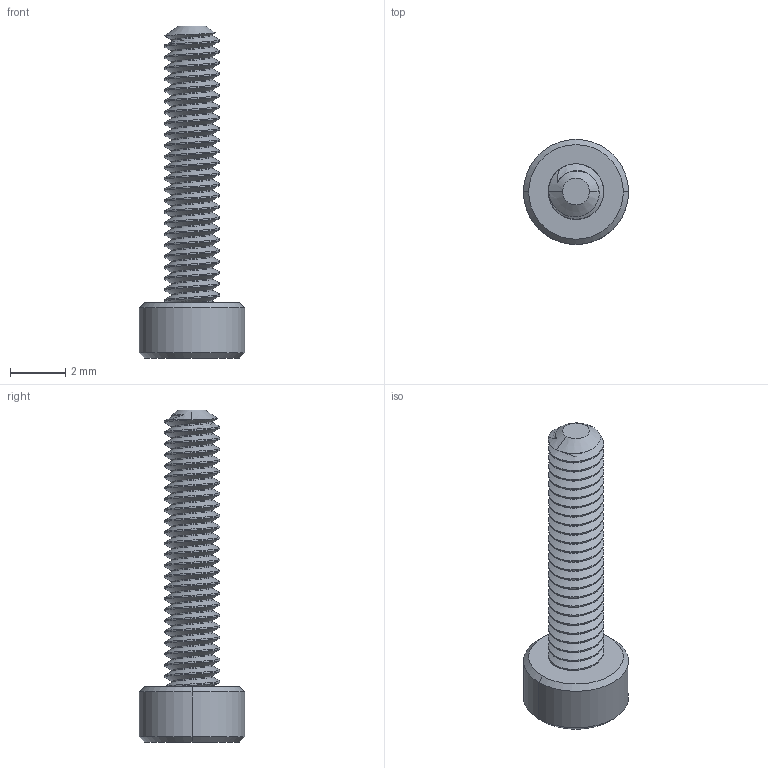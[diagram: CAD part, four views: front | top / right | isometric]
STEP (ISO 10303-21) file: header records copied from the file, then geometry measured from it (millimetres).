
FILE_DESCRIPTION(/* description */ (''),/* implementation_level */ '2;1');
FILE_NAME(/* name */ 'M2 x 10_v1.step',/* time_stamp */ '2023-01-15T11:59:35-08:00',/* author */ (''),/* organization */ (''),/* preprocessor_version */ 'ST-DEVELOPER v19.2',/* originating_system */ 'Autodesk Translation Framework v11.17.0.187',/* authorisation */ '');
FILE_SCHEMA (('AUTOMOTIVE_DESIGN { 1 0 10303 214 3 1 1 }'));
Length unit declared in the file: millimetre
Products named in the file (2): M2 x 10; 91292A833_18-8 Stainless Steel Socket Head Screw
Assembly tree (1 placements, depth 2):
  M2 x 10
    91292A833_18-8 Stainless Steel Socket Head Screw
Bounding box: 3.8 x 3.8 x 12 mm (x, y, z)
Volume: 43.8 mm3; surface area: 143 mm2
Topology: 1 solids, 1 shells, 126 faces, 350 edges, 228 vertices
Faces by surface type: cylinder 101, cone 13, plane 10, bspline 2
Entity records: 6380 total; most frequent: CARTESIAN_POINT 3708, ORIENTED_EDGE 700, DIRECTION 414, EDGE_CURVE 350, VERTEX_POINT 228, AXIS2_PLACEMENT_3D 148, EDGE_LOOP 128, FACE_OUTER_BOUND 126
